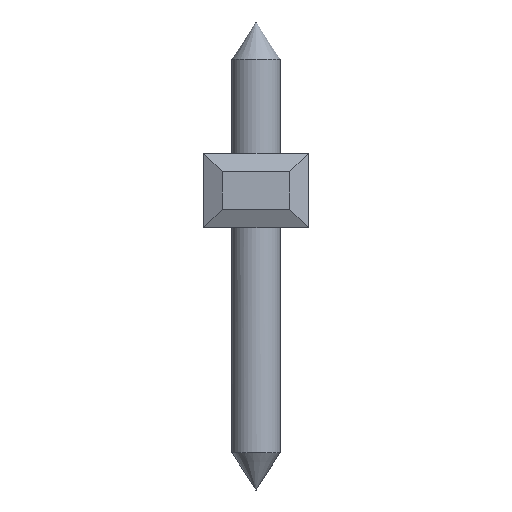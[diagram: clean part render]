
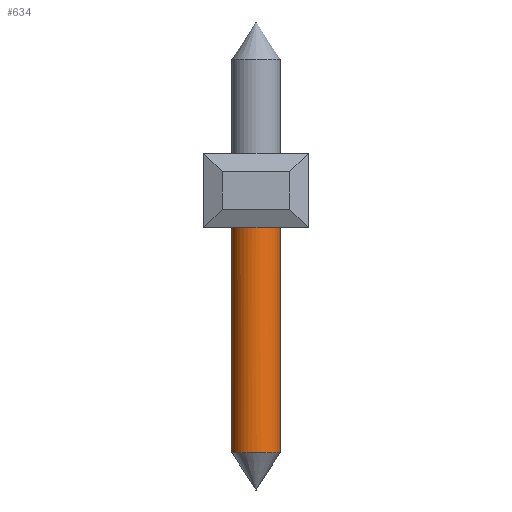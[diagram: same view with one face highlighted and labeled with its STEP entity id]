
A CAD part, left-side view. The second image highlights one B-rep face of the part: STEP entity #634.
In plain terms, the highlighted cylindrical face has radius 0.65 mm (diameter 1.3 mm), a full revolution.
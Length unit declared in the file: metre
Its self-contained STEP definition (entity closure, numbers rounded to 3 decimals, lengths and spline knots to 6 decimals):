
#634=ADVANCED_FACE('',(#1303,#1304),#1305,.T.);
#1303=FACE_OUTER_BOUND('',#1970,.T.);
#1304=FACE_OUTER_BOUND('',#1971,.T.);
#1305=CYLINDRICAL_SURFACE('',#1972,0.00065);
#1970=EDGE_LOOP('',(#3725));
#1971=EDGE_LOOP('',(#3726));
#1972=AXIS2_PLACEMENT_3D('',#3727,#3728,#3729);
#3725=ORIENTED_EDGE('',*,*,#4342,.F.);
#3726=ORIENTED_EDGE('',*,*,#3796,.F.);
#3727=CARTESIAN_POINT('',(-0.00435,-0.03326,0.0025));
#3728=DIRECTION('',(0.0,0.,-1.0));
#3729=DIRECTION('',(-1.0,0.0,0.0));
#3796=EDGE_CURVE('',#4489,#4489,#4490,.T.);
#4342=EDGE_CURVE('',#5269,#5269,#5270,.T.);
#4489=VERTEX_POINT('',#5453);
#4490=CIRCLE('',#5454,0.00065);
#5269=VERTEX_POINT('',#6610);
#5270=CIRCLE('',#6611,0.00065);
#5453=CARTESIAN_POINT('',(-0.00396,-0.03274,-0.008));
#5454=AXIS2_PLACEMENT_3D('',#6821,#6822,#6823);
#6610=CARTESIAN_POINT('',(-0.00435,-0.03391,-0.0018));
#6611=AXIS2_PLACEMENT_3D('',#7234,#7235,#7236);
#6821=CARTESIAN_POINT('',(-0.00435,-0.03326,-0.008));
#6822=DIRECTION('',(0.,0.,-1.0));
#6823=DIRECTION('',(0.6,0.8,0.));
#7234=CARTESIAN_POINT('',(-0.00435,-0.03326,-0.0018));
#7235=DIRECTION('',(0.0,0.,1.0));
#7236=DIRECTION('',(0.0,-1.0,0.));
